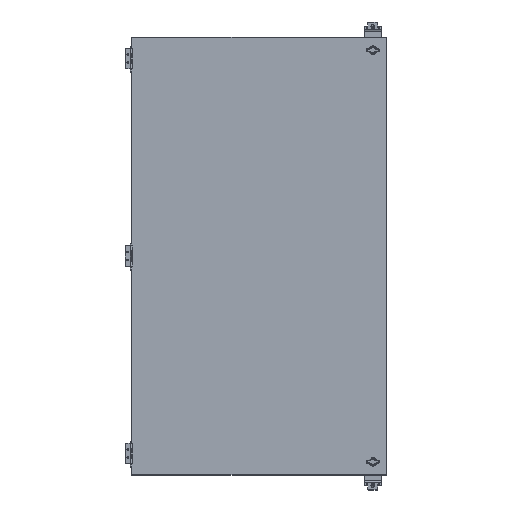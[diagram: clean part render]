
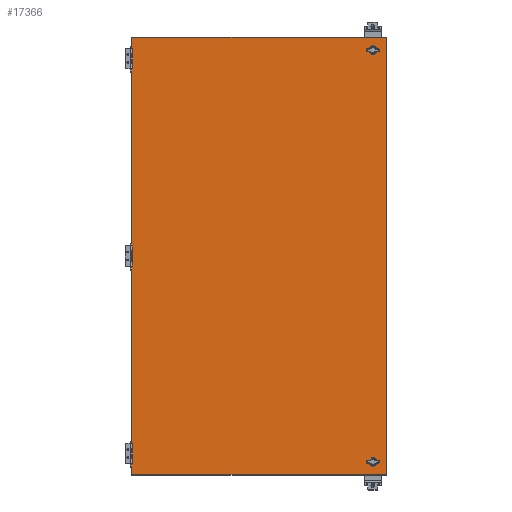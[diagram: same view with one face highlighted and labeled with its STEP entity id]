
A CAD part, top view. The second image highlights one B-rep face of the part: STEP entity #17366.
In plain terms, the highlighted planar face has unit normal (0, 0, 1).
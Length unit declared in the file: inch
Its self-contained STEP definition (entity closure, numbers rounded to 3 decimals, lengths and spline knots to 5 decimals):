
#769 = CARTESIAN_POINT ( 'NONE',  ( 16.2915, 0., 0. ) ) ;
#1214 = LINE ( 'NONE', #769, #6584 ) ;
#1514 = CARTESIAN_POINT ( 'NONE',  ( 0., 27.94, 0. ) ) ;
#1870 = CARTESIAN_POINT ( 'NONE',  ( 0., -27.94, 0. ) ) ;
#3311 = VECTOR ( 'NONE', #32177, 39.37008 ) ;
#4126 = VECTOR ( 'NONE', #27820, 39.37008 ) ;
#4234 = DIRECTION ( 'NONE',  ( 0., 1., 0. ) ) ;
#6584 = VECTOR ( 'NONE', #4234, 39.37008 ) ;
#7354 = CARTESIAN_POINT ( 'NONE',  ( -16.2915, -27.94, 0. ) ) ;
#7708 = ORIENTED_EDGE ( 'NONE', *, *, #38691, .T. ) ;
#11643 = LINE ( 'NONE', #1514, #3311 ) ;
#12662 = LINE ( 'NONE', #1870, #43718 ) ;
#12739 = EDGE_CURVE ( 'NONE', #39483, #18113, #1214, .T. ) ;
#13746 = ORIENTED_EDGE ( 'NONE', *, *, #30682, .T. ) ;
#15652 = DIRECTION ( 'NONE',  ( 1., 0., 0. ) ) ;
#16540 = CARTESIAN_POINT ( 'NONE',  ( -16.2915, 27.94, 0. ) ) ;
#17366 = ADVANCED_FACE ( 'NONE', ( #19761 ), #43781, .T. ) ;
#18113 = VERTEX_POINT ( 'NONE', #38081 ) ;
#19761 = FACE_OUTER_BOUND ( 'NONE', #30065, .T. ) ;
#20970 = EDGE_CURVE ( 'NONE', #32800, #39483, #12662, .T. ) ;
#22780 = DIRECTION ( 'NONE',  ( 1., 0., 0. ) ) ;
#22790 = CARTESIAN_POINT ( 'NONE',  ( 16.2915, -27.94, 0. ) ) ;
#27820 = DIRECTION ( 'NONE',  ( 0., -1., 0. ) ) ;
#29680 = DIRECTION ( 'NONE',  ( 0., 0., 1. ) ) ;
#30065 = EDGE_LOOP ( 'NONE', ( #41571, #13746, #7708, #45189 ) ) ;
#30682 = EDGE_CURVE ( 'NONE', #18113, #39462, #11643, .T. ) ;
#32177 = DIRECTION ( 'NONE',  ( -1., 0., 0. ) ) ;
#32800 = VERTEX_POINT ( 'NONE', #7354 ) ;
#33158 = CARTESIAN_POINT ( 'NONE',  ( 0., 0., 0. ) ) ;
#33904 = AXIS2_PLACEMENT_3D ( 'NONE', #33158, #29680, #22780 ) ;
#38081 = CARTESIAN_POINT ( 'NONE',  ( 16.2915, 27.94, 0. ) ) ;
#38197 = LINE ( 'NONE', #45611, #4126 ) ;
#38691 = EDGE_CURVE ( 'NONE', #39462, #32800, #38197, .T. ) ;
#39462 = VERTEX_POINT ( 'NONE', #16540 ) ;
#39483 = VERTEX_POINT ( 'NONE', #22790 ) ;
#41571 = ORIENTED_EDGE ( 'NONE', *, *, #12739, .T. ) ;
#43718 = VECTOR ( 'NONE', #15652, 39.37008 ) ;
#43781 = PLANE ( 'NONE',  #33904 ) ;
#45189 = ORIENTED_EDGE ( 'NONE', *, *, #20970, .T. ) ;
#45611 = CARTESIAN_POINT ( 'NONE',  ( -16.2915, 0., 0. ) ) ;
